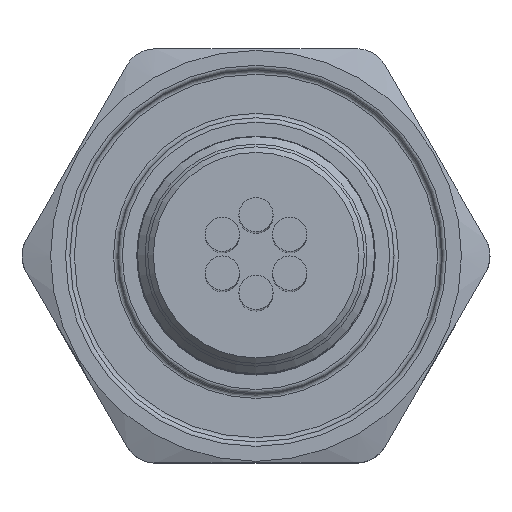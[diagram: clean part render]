
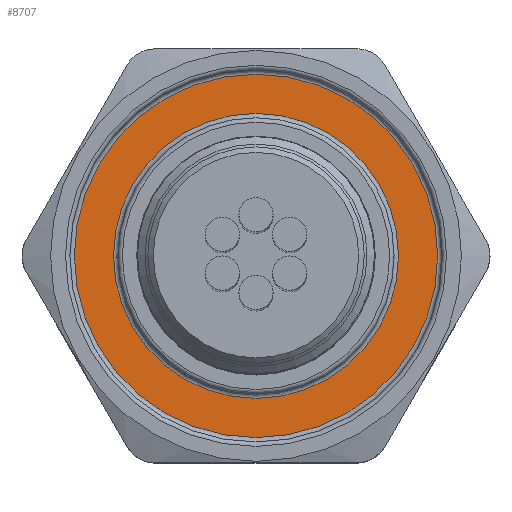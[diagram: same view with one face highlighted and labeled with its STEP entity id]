
A CAD part, top view. The second image highlights one B-rep face of the part: STEP entity #8707.
In plain terms, the highlighted planar face has unit normal (0, 0, 1).
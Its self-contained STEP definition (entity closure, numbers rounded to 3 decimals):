
#1864=PLANE('',#9558);
#2168=FACE_BOUND('',#3371,.T.);
#2664=FACE_OUTER_BOUND('',#3370,.T.);
#3370=EDGE_LOOP('',(#8085));
#3371=EDGE_LOOP('',(#8086));
#3715=CIRCLE('',#9449,6.553);
#3720=CIRCLE('',#9457,8.357);
#4532=VERTEX_POINT('',#23288);
#4537=VERTEX_POINT('',#23301);
#5691=EDGE_CURVE('',#4532,#4532,#3715,.T.);
#5696=EDGE_CURVE('',#4537,#4537,#3720,.T.);
#8085=ORIENTED_EDGE('',*,*,#5696,.T.);
#8086=ORIENTED_EDGE('',*,*,#5691,.T.);
#8707=ADVANCED_FACE('',(#2664,#2168),#1864,.T.);
#9449=AXIS2_PLACEMENT_3D('',#23289,#11458,#11459);
#9457=AXIS2_PLACEMENT_3D('',#23302,#11474,#11475);
#9558=AXIS2_PLACEMENT_3D('',#24034,#11687,#11688);
#11458=DIRECTION('center_axis',(0.,0.,-1.));
#11459=DIRECTION('ref_axis',(1.,0.,0.));
#11474=DIRECTION('center_axis',(0.,0.,1.));
#11475=DIRECTION('ref_axis',(1.,0.,0.));
#11687=DIRECTION('center_axis',(0.,0.,1.));
#11688=DIRECTION('ref_axis',(1.,0.,0.));
#23288=CARTESIAN_POINT('',(6.553,0.,6.604));
#23289=CARTESIAN_POINT('Origin',(0.,0.,6.604));
#23301=CARTESIAN_POINT('',(8.357,0.,6.604));
#23302=CARTESIAN_POINT('Origin',(0.,0.,6.604));
#24034=CARTESIAN_POINT('Origin',(0.,0.,6.604));
